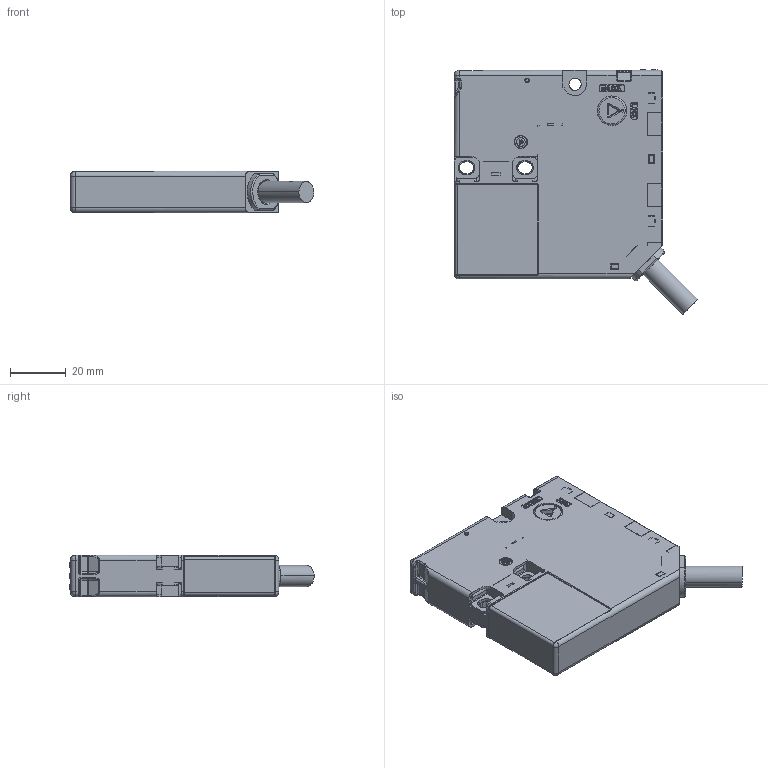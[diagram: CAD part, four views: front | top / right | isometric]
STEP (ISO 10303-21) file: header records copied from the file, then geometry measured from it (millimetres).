
FILE_DESCRIPTION (( 'STEP AP214' ), '1' );
FILE_NAME ('OUTSIDE-HS6E.STEP', '2014-04-22T10:40:06', ( 'IDEC' ), ( '' ), 'SwSTEP 2.0', 'SolidWorks 2012', '' );
FILE_SCHEMA (( 'AUTOMOTIVE_DESIGN' ));
Length unit declared in the file: millimetre
Products named in the file (1): OUTSIDE-HS6E
Bounding box: 87.67 x 87.87 x 15 mm (x, y, z)
Volume: 79504.8 mm3; surface area: 21439.6 mm2
Topology: 1 solids, 17 shells, 1708 faces, 4563 edges, 2950 vertices
Faces by surface type: plane 1019, cylinder 370, bspline 276, cone 43
Entity records: 85174 total; most frequent: CARTESIAN_POINT 26931, ORIENTED_EDGE 9098, DIRECTION 6603, EDGE_CURVE 4549, VERTEX_POINT 2950, LINE 2905, VECTOR 2905, AXIS2_PLACEMENT_3D 1849
